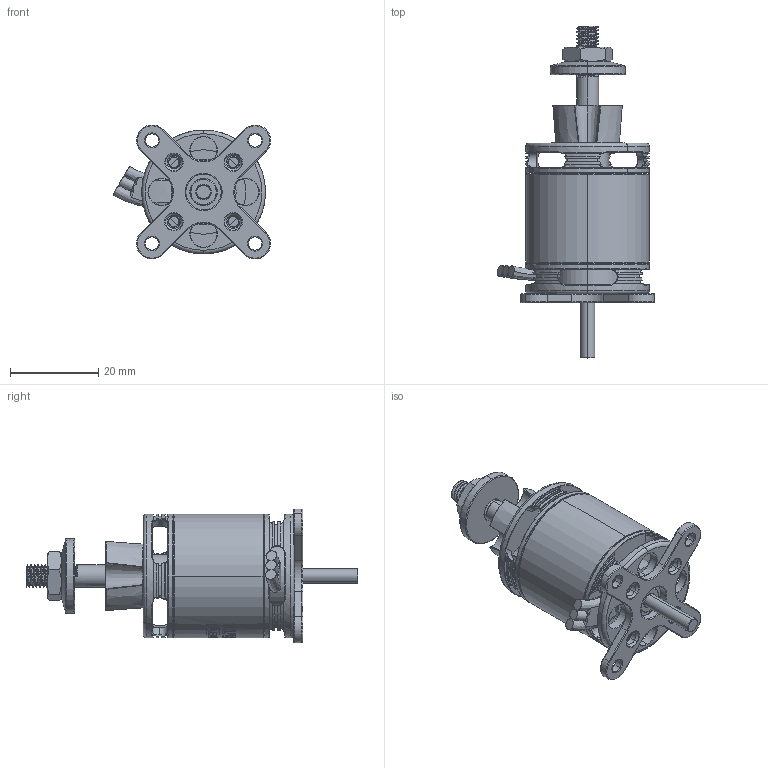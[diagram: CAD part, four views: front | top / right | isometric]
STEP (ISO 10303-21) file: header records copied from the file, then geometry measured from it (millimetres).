
FILE_DESCRIPTION (( 'STEP AP203' ), '1' );
FILE_NAME ('SMG_Motor_Assembly STEP.STEP', '2022-09-02T10:50:46', ( '' ), ( '' ), 'SwSTEP 2.0', 'SolidWorks 2019', '' );
FILE_SCHEMA (( 'CONFIG_CONTROL_DESIGN' ));
Length unit declared in the file: millimetre
Products named in the file (1): SMG_Motor_Assembly STEP
Bounding box: 35.57 x 75.15 x 30.33 mm (x, y, z)
Volume: 27083.4 mm3; surface area: 15447.8 mm2
Topology: 10 solids, 10 shells, 941 faces, 2498 edges, 1559 vertices
Faces by surface type: cylinder 335, torus 247, bspline 132, plane 98, sphere 90, cone 39
Entity records: 39645 total; most frequent: CARTESIAN_POINT 17171, ORIENTED_EDGE 4874, DIRECTION 4732, EDGE_CURVE 2437, AXIS2_PLACEMENT_3D 2136, VERTEX_POINT 1531, CIRCLE 1326, EDGE_LOOP 1048
